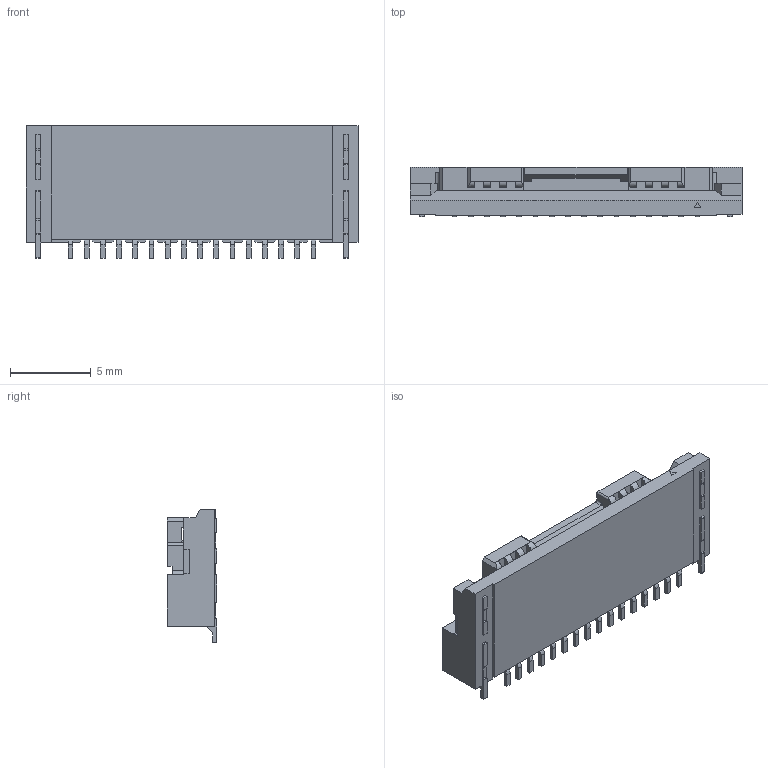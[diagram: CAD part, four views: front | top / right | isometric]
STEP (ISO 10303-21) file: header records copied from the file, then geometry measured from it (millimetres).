
FILE_DESCRIPTION (( 'STEP AP203' ), '1' );
FILE_NAME ('Customer-BB960A02(86-01410).STEP', '2020-04-30T22:40:55', ( '' ), ( '' ), 'SwSTEP 2.0', 'SolidWorks 2018', '' );
FILE_SCHEMA (( 'CONFIG_CONTROL_DESIGN' ));
Length unit declared in the file: millimetre
Products named in the file (1): Customer-BB960A02(86-01410)
Bounding box: 20.5 x 3.05 x 8.21 mm (x, y, z)
Volume: 372.6 mm3; surface area: 529.7 mm2
Topology: 1 solids, 1 shells, 411 faces, 1069 edges, 680 vertices
Faces by surface type: plane 323, cylinder 88
Entity records: 12448 total; most frequent: CARTESIAN_POINT 2183, ORIENTED_EDGE 2138, DIRECTION 2073, EDGE_CURVE 1069, LINE 877, VECTOR 877, VERTEX_POINT 680, AXIS2_PLACEMENT_3D 598
